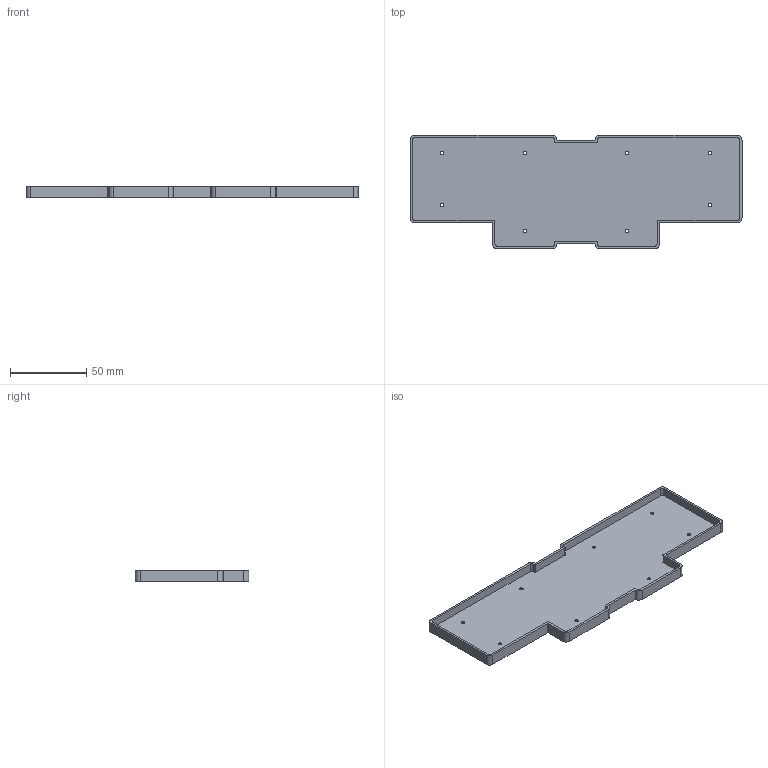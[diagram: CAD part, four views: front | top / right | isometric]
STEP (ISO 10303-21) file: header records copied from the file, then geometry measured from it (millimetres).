
FILE_DESCRIPTION(('HOOPS Exchange Step'),'2;1');
FILE_NAME('temp_export','2023-12-06T10:56:07-05:00',('jscotto'),('Shapr3D Limited'),'HOOPS Exchange 2023.2','Shapr3D','Authorized');
FILE_SCHEMA( ('AUTOMOTIVE_DESIGN { 1 0 10303 214 1 1 1 1 }') );
Length unit declared in the file: millimetre
Products named in the file (1): root
Bounding box: 217.2 x 74.2 x 7.4 mm (x, y, z)
Volume: 27849.7 mm3; surface area: 35846.6 mm2
Topology: 1 solids, 1 shells, 79 faces, 236 edges, 160 vertices
Faces by surface type: cylinder 36, plane 35, cone 8
Full cylindrical faces by diameter (mm): 2.2 x8
Entity records: 2766 total; most frequent: DIRECTION 492, CARTESIAN_POINT 476, ORIENTED_EDGE 472, EDGE_CURVE 236, AXIS2_PLACEMENT_3D 176, VERTEX_POINT 160, VECTOR 140, LINE 140
